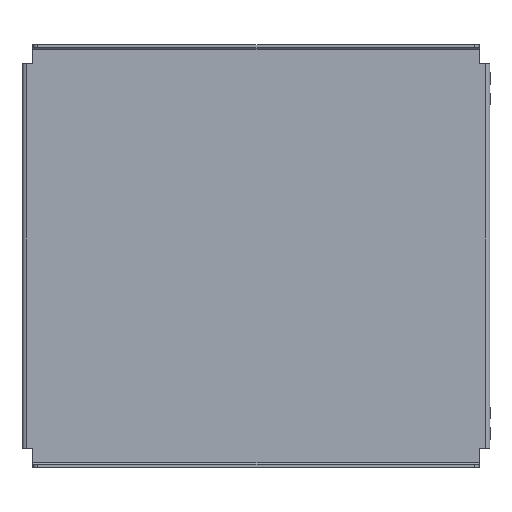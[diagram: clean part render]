
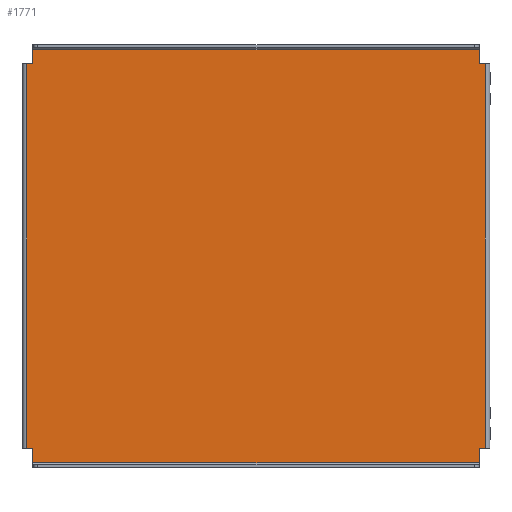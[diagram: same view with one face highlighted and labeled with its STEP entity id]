
A CAD part, top view. The second image highlights one B-rep face of the part: STEP entity #1771.
In plain terms, the highlighted planar face has unit normal (0, 0, 1).
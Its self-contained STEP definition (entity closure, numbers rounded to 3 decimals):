
#490 = AXIS2_PLACEMENT_3D ( 'NONE', #2466, #2453, #2452 ) ;
#941 = ORIENTED_EDGE ( 'NONE', *, *, #2773, .T. ) ;
#942 = ORIENTED_EDGE ( 'NONE', *, *, #2772, .F. ) ;
#943 = ORIENTED_EDGE ( 'NONE', *, *, #2771, .T. ) ;
#944 = ORIENTED_EDGE ( 'NONE', *, *, #2770, .T. ) ;
#945 = ORIENTED_EDGE ( 'NONE', *, *, #2769, .T. ) ;
#946 = ORIENTED_EDGE ( 'NONE', *, *, #2768, .F. ) ;
#947 = ORIENTED_EDGE ( 'NONE', *, *, #2767, .T. ) ;
#948 = ORIENTED_EDGE ( 'NONE', *, *, #2766, .F. ) ;
#949 = ORIENTED_EDGE ( 'NONE', *, *, #2765, .T. ) ;
#950 = ORIENTED_EDGE ( 'NONE', *, *, #2764, .T. ) ;
#951 = ORIENTED_EDGE ( 'NONE', *, *, #2763, .T. ) ;
#952 = ORIENTED_EDGE ( 'NONE', *, *, #2762, .F. ) ;
#1077 = EDGE_LOOP ( 'NONE', ( #952, #951, #950, #949, #948, #947, #946, #945, #944, #943, #942, #941 ) ) ;
#1560 = FACE_OUTER_BOUND ( 'NONE', #1077, .T. ) ;
#1637 = LINE ( 'NONE', #1962, #1650 ) ;
#1643 = LINE ( 'NONE', #1968, #1646 ) ;
#1645 = LINE ( 'NONE', #1970, #1648 ) ;
#1646 = VECTOR ( 'NONE', #1969, 1000. ) ;
#1648 = VECTOR ( 'NONE', #1972, 1000. ) ;
#1649 = LINE ( 'NONE', #1974, #1652 ) ;
#1650 = VECTOR ( 'NONE', #1973, 1000. ) ;
#1651 = LINE ( 'NONE', #1976, #1654 ) ;
#1652 = VECTOR ( 'NONE', #1975, 1000. ) ;
#1653 = LINE ( 'NONE', #1978, #1656 ) ;
#1654 = VECTOR ( 'NONE', #1977, 1000. ) ;
#1655 = LINE ( 'NONE', #1980, #1658 ) ;
#1656 = VECTOR ( 'NONE', #1979, 1000. ) ;
#1657 = LINE ( 'NONE', #1982, #1660 ) ;
#1658 = VECTOR ( 'NONE', #1981, 1000. ) ;
#1659 = LINE ( 'NONE', #1984, #1662 ) ;
#1660 = VECTOR ( 'NONE', #1983, 1000. ) ;
#1661 = LINE ( 'NONE', #1986, #1664 ) ;
#1662 = VECTOR ( 'NONE', #1985, 1000. ) ;
#1663 = LINE ( 'NONE', #1988, #1666 ) ;
#1664 = VECTOR ( 'NONE', #1987, 1000. ) ;
#1665 = LINE ( 'NONE', #1990, #1668 ) ;
#1666 = VECTOR ( 'NONE', #1989, 1000. ) ;
#1668 = VECTOR ( 'NONE', #1991, 1000. ) ;
#1771 = ADVANCED_FACE ( 'NONE', ( #1560 ), #2456, .T. ) ;
#1885 = CARTESIAN_POINT ( 'NONE',  ( 142., 131.5, 2. ) ) ;
#1887 = CARTESIAN_POINT ( 'NONE',  ( 146., 122.5, 2. ) ) ;
#1888 = CARTESIAN_POINT ( 'NONE',  ( -142., 131.5, 2. ) ) ;
#1891 = CARTESIAN_POINT ( 'NONE',  ( -142., -131.5, 2. ) ) ;
#1892 = CARTESIAN_POINT ( 'NONE',  ( 142., 122.5, 2. ) ) ;
#1893 = CARTESIAN_POINT ( 'NONE',  ( -146., -122.5, 2. ) ) ;
#1894 = CARTESIAN_POINT ( 'NONE',  ( 146., -122.5, 2. ) ) ;
#1895 = CARTESIAN_POINT ( 'NONE',  ( 142., -122.5, 2. ) ) ;
#1898 = CARTESIAN_POINT ( 'NONE',  ( -142., -122.5, 2. ) ) ;
#1899 = CARTESIAN_POINT ( 'NONE',  ( -146., 122.5, 2. ) ) ;
#1901 = CARTESIAN_POINT ( 'NONE',  ( 142., -131.5, 2. ) ) ;
#1904 = CARTESIAN_POINT ( 'NONE',  ( -142., 122.5, 2. ) ) ;
#1962 = CARTESIAN_POINT ( 'NONE',  ( -147., -122.5, 2. ) ) ;
#1968 = CARTESIAN_POINT ( 'NONE',  ( -147., 122.5, 2. ) ) ;
#1969 = DIRECTION ( 'NONE',  ( 1., 0., 0. ) ) ;
#1970 = CARTESIAN_POINT ( 'NONE',  ( -146., 122.5, 2. ) ) ;
#1972 = DIRECTION ( 'NONE',  ( 0., -1., 0. ) ) ;
#1973 = DIRECTION ( 'NONE',  ( 1., 0., 0. ) ) ;
#1974 = CARTESIAN_POINT ( 'NONE',  ( -142., 132.5, 2. ) ) ;
#1975 = DIRECTION ( 'NONE',  ( 0., -1., 0. ) ) ;
#1976 = CARTESIAN_POINT ( 'NONE',  ( 142., -131.5, 2. ) ) ;
#1977 = DIRECTION ( 'NONE',  ( -1., 0., 0. ) ) ;
#1978 = CARTESIAN_POINT ( 'NONE',  ( 142., 132.5, 2. ) ) ;
#1979 = DIRECTION ( 'NONE',  ( 0., 1., 0. ) ) ;
#1980 = CARTESIAN_POINT ( 'NONE',  ( 147., -122.5, 2. ) ) ;
#1981 = DIRECTION ( 'NONE',  ( -1., 0., 0. ) ) ;
#1982 = CARTESIAN_POINT ( 'NONE',  ( 146., -122.5, 2. ) ) ;
#1983 = DIRECTION ( 'NONE',  ( 0., 1., 0. ) ) ;
#1984 = CARTESIAN_POINT ( 'NONE',  ( 147., 122.5, 2. ) ) ;
#1985 = DIRECTION ( 'NONE',  ( -1., 0., 0. ) ) ;
#1986 = CARTESIAN_POINT ( 'NONE',  ( 142., 132.5, 2. ) ) ;
#1987 = DIRECTION ( 'NONE',  ( 0., 1., 0. ) ) ;
#1988 = CARTESIAN_POINT ( 'NONE',  ( -142., 131.5, 2. ) ) ;
#1989 = DIRECTION ( 'NONE',  ( 1., 0., 0. ) ) ;
#1990 = CARTESIAN_POINT ( 'NONE',  ( -142., 132.5, 2. ) ) ;
#1991 = DIRECTION ( 'NONE',  ( 0., -1., 0. ) ) ;
#2452 = DIRECTION ( 'NONE',  ( 1., 0., 0. ) ) ;
#2453 = DIRECTION ( 'NONE',  ( 0., 0., 1. ) ) ;
#2456 = PLANE ( 'NONE',  #490 ) ;
#2466 = CARTESIAN_POINT ( 'NONE',  ( -142., -132.5, 2. ) ) ;
#2602 = VERTEX_POINT ( 'NONE', #1885 ) ;
#2604 = VERTEX_POINT ( 'NONE', #1887 ) ;
#2605 = VERTEX_POINT ( 'NONE', #1888 ) ;
#2608 = VERTEX_POINT ( 'NONE', #1891 ) ;
#2609 = VERTEX_POINT ( 'NONE', #1892 ) ;
#2610 = VERTEX_POINT ( 'NONE', #1893 ) ;
#2611 = VERTEX_POINT ( 'NONE', #1894 ) ;
#2612 = VERTEX_POINT ( 'NONE', #1895 ) ;
#2615 = VERTEX_POINT ( 'NONE', #1898 ) ;
#2616 = VERTEX_POINT ( 'NONE', #1899 ) ;
#2618 = VERTEX_POINT ( 'NONE', #1901 ) ;
#2621 = VERTEX_POINT ( 'NONE', #1904 ) ;
#2762 = EDGE_CURVE ( 'NONE', #2616, #2621, #1643, .T. ) ;
#2763 = EDGE_CURVE ( 'NONE', #2616, #2610, #1645, .T. ) ;
#2764 = EDGE_CURVE ( 'NONE', #2610, #2615, #1637, .T. ) ;
#2765 = EDGE_CURVE ( 'NONE', #2615, #2608, #1649, .T. ) ;
#2766 = EDGE_CURVE ( 'NONE', #2618, #2608, #1651, .T. ) ;
#2767 = EDGE_CURVE ( 'NONE', #2618, #2612, #1653, .T. ) ;
#2768 = EDGE_CURVE ( 'NONE', #2611, #2612, #1655, .T. ) ;
#2769 = EDGE_CURVE ( 'NONE', #2611, #2604, #1657, .T. ) ;
#2770 = EDGE_CURVE ( 'NONE', #2604, #2609, #1659, .T. ) ;
#2771 = EDGE_CURVE ( 'NONE', #2609, #2602, #1661, .T. ) ;
#2772 = EDGE_CURVE ( 'NONE', #2605, #2602, #1663, .T. ) ;
#2773 = EDGE_CURVE ( 'NONE', #2605, #2621, #1665, .T. ) ;
